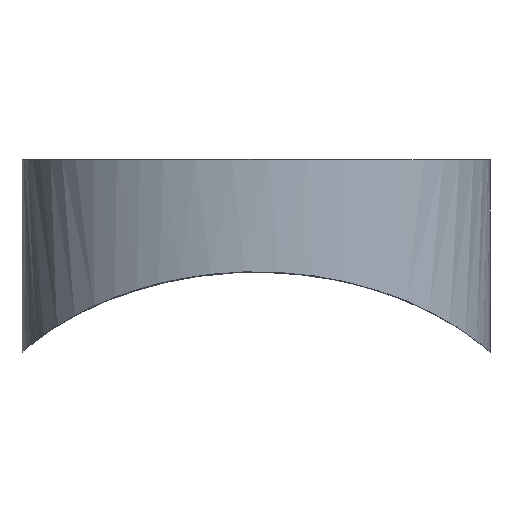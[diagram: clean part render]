
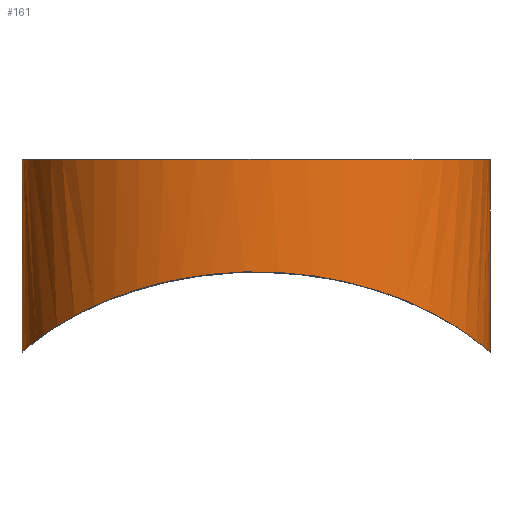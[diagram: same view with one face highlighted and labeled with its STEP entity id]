
A CAD part, top view. The second image highlights one B-rep face of the part: STEP entity #161.
In plain terms, the highlighted free-form (B-spline) face has degree [3, 1] with [13, 2] control points.
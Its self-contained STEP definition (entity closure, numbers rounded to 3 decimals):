
#16=B_SPLINE_SURFACE_WITH_KNOTS('',3,1,((#511,#512),(#513,#514),(#515,#516),
(#517,#518),(#519,#520),(#521,#522),(#523,#524),(#525,#526),(#527,#528),
(#529,#530),(#531,#532),(#533,#534),(#535,#536)),.UNSPECIFIED.,.F.,.F.,
 .F.,(4,1,1,1,1,1,1,1,1,1,4),(2,2),(3.142,3.338,3.534,
3.927,4.32,4.712,5.105,5.498,
5.89,6.087,6.283),(-0.191,0.604),
 .UNSPECIFIED.);
#28=LINE('',#570,#36);
#29=LINE('',#571,#37);
#36=VECTOR('',#215,1000.);
#37=VECTOR('',#216,1000.);
#54=FACE_OUTER_BOUND('',#65,.T.);
#65=EDGE_LOOP('',(#136,#137,#138,#139));
#72=B_SPLINE_CURVE_WITH_KNOTS('',3,(#223,#224,#225,#226,#227,#228,#229,
#230,#231,#232,#233,#234,#235,#236,#237,#238,#239,#240,#241,#242,#243,#244,
#245,#246,#247,#248,#249,#250,#251,#252),.UNSPECIFIED.,.F.,.F.,(4,2,2,2,
2,2,2,2,2,2,2,2,2,2,4),(0.,0.027,0.057,0.144,
0.313,0.545,0.828,1.018,
1.208,1.493,1.722,1.889,1.973,
2.003,2.029),.UNSPECIFIED.);
#77=B_SPLINE_CURVE_WITH_KNOTS('',3,(#539,#540,#541,#542,#543,#544,#545,
#546,#547,#548,#549,#550,#551,#552,#553,#554,#555,#556,#557,#558,#559,#560,
#561,#562,#563,#564,#565,#566,#567,#568,#569),.UNSPECIFIED.,.F.,.F.,(4,
3,3,3,3,3,3,3,3,3,4),(-1.015,-0.951,-0.888,
-0.761,-0.634,-0.507,-0.38,
-0.254,-0.127,-0.063,0.),
 .UNSPECIFIED.);
#80=VERTEX_POINT('',#221);
#81=VERTEX_POINT('',#222);
#92=VERTEX_POINT('',#537);
#93=VERTEX_POINT('',#538);
#94=EDGE_CURVE('',#80,#81,#72,.T.);
#109=EDGE_CURVE('',#92,#93,#77,.T.);
#110=EDGE_CURVE('',#92,#80,#28,.T.);
#111=EDGE_CURVE('',#93,#81,#29,.T.);
#136=ORIENTED_EDGE('',*,*,#109,.F.);
#137=ORIENTED_EDGE('',*,*,#110,.T.);
#138=ORIENTED_EDGE('',*,*,#94,.T.);
#139=ORIENTED_EDGE('',*,*,#111,.F.);
#161=ADVANCED_FACE('',(#54),#16,.F.);
#215=DIRECTION('',(0.,-1.,0.));
#216=DIRECTION('',(0.,-1.,0.));
#221=CARTESIAN_POINT('',(-7.,0.,0.));
#222=CARTESIAN_POINT('',(7.,0.,0.));
#223=CARTESIAN_POINT('Ctrl Pts',(-7.,0.,
0.));
#224=CARTESIAN_POINT('Ctrl Pts',(-7.,0.,0.089));
#225=CARTESIAN_POINT('Ctrl Pts',(-6.997,0.003,
0.177));
#226=CARTESIAN_POINT('Ctrl Pts',(-6.986,0.013,0.367));
#227=CARTESIAN_POINT('Ctrl Pts',(-6.977,0.022,0.468));
#228=CARTESIAN_POINT('Ctrl Pts',(-6.928,0.065,0.854));
#229=CARTESIAN_POINT('Ctrl Pts',(-6.866,0.12,1.135));
#230=CARTESIAN_POINT('Ctrl Pts',(-6.614,0.328,1.925));
#231=CARTESIAN_POINT('Ctrl Pts',(-6.343,0.54,2.446));
#232=CARTESIAN_POINT('Ctrl Pts',(-5.481,1.082,3.567));
#233=CARTESIAN_POINT('Ctrl Pts',(-4.863,1.401,4.061));
#234=CARTESIAN_POINT('Ctrl Pts',(-3.392,1.958,4.908));
#235=CARTESIAN_POINT('Ctrl Pts',(-2.533,2.171,5.187));
#236=CARTESIAN_POINT('Ctrl Pts',(-1.141,2.367,5.448));
#237=CARTESIAN_POINT('Ctrl Pts',(-0.569,2.407,5.5));
#238=CARTESIAN_POINT('Ctrl Pts',(0.58,2.406,5.5));
#239=CARTESIAN_POINT('Ctrl Pts',(1.152,2.365,5.447));
#240=CARTESIAN_POINT('Ctrl Pts',(2.547,2.168,5.184));
#241=CARTESIAN_POINT('Ctrl Pts',(3.41,1.953,4.901));
#242=CARTESIAN_POINT('Ctrl Pts',(4.879,1.393,4.049));
#243=CARTESIAN_POINT('Ctrl Pts',(5.492,1.076,3.555));
#244=CARTESIAN_POINT('Ctrl Pts',(6.345,0.538,2.44));
#245=CARTESIAN_POINT('Ctrl Pts',(6.617,0.326,1.92));
#246=CARTESIAN_POINT('Ctrl Pts',(6.868,0.118,1.126));
#247=CARTESIAN_POINT('Ctrl Pts',(6.929,0.065,0.848));
#248=CARTESIAN_POINT('Ctrl Pts',(6.977,0.021,0.465));
#249=CARTESIAN_POINT('Ctrl Pts',(6.986,0.013,0.365));
#250=CARTESIAN_POINT('Ctrl Pts',(6.997,0.003,0.176));
#251=CARTESIAN_POINT('Ctrl Pts',(7.,0.,0.088));
#252=CARTESIAN_POINT('Ctrl Pts',(7.,0.,0.));
#511=CARTESIAN_POINT('Ctrl Pts',(-7.,6.91,0.));
#512=CARTESIAN_POINT('Ctrl Pts',(-7.,-1.036,0.));
#513=CARTESIAN_POINT('Ctrl Pts',(-7.,6.91,0.477));
#514=CARTESIAN_POINT('Ctrl Pts',(-7.,-1.036,0.477));
#515=CARTESIAN_POINT('Ctrl Pts',(-6.845,6.91,1.432));
#516=CARTESIAN_POINT('Ctrl Pts',(-6.845,-1.036,1.432));
#517=CARTESIAN_POINT('Ctrl Pts',(-6.028,6.91,3.068));
#518=CARTESIAN_POINT('Ctrl Pts',(-6.028,-1.036,3.068));
#519=CARTESIAN_POINT('Ctrl Pts',(-4.466,6.91,4.441));
#520=CARTESIAN_POINT('Ctrl Pts',(-4.466,-1.036,4.441));
#521=CARTESIAN_POINT('Ctrl Pts',(-2.307,6.91,5.312));
#522=CARTESIAN_POINT('Ctrl Pts',(-2.307,-1.036,5.312));
#523=CARTESIAN_POINT('Ctrl Pts',(0.,6.91,5.594));
#524=CARTESIAN_POINT('Ctrl Pts',(0.,-1.036,5.594));
#525=CARTESIAN_POINT('Ctrl Pts',(2.307,6.91,5.312));
#526=CARTESIAN_POINT('Ctrl Pts',(2.307,-1.036,5.312));
#527=CARTESIAN_POINT('Ctrl Pts',(4.466,6.91,4.441));
#528=CARTESIAN_POINT('Ctrl Pts',(4.466,-1.036,4.441));
#529=CARTESIAN_POINT('Ctrl Pts',(6.028,6.91,3.068));
#530=CARTESIAN_POINT('Ctrl Pts',(6.028,-1.036,3.068));
#531=CARTESIAN_POINT('Ctrl Pts',(6.845,6.91,1.432));
#532=CARTESIAN_POINT('Ctrl Pts',(6.845,-1.036,1.432));
#533=CARTESIAN_POINT('Ctrl Pts',(7.,6.91,0.477));
#534=CARTESIAN_POINT('Ctrl Pts',(7.,-1.036,0.477));
#535=CARTESIAN_POINT('Ctrl Pts',(7.,6.91,0.));
#536=CARTESIAN_POINT('Ctrl Pts',(7.,-1.036,0.));
#537=CARTESIAN_POINT('',(-7.,5.764,0.));
#538=CARTESIAN_POINT('',(7.,5.764,0.));
#539=CARTESIAN_POINT('Ctrl Pts',(-7.,5.764,0.));
#540=CARTESIAN_POINT('Ctrl Pts',(-7.,5.764,0.477));
#541=CARTESIAN_POINT('Ctrl Pts',(-6.923,5.764,0.954));
#542=CARTESIAN_POINT('Ctrl Pts',(-6.782,5.764,1.398));
#543=CARTESIAN_POINT('Ctrl Pts',(-6.641,5.764,1.841));
#544=CARTESIAN_POINT('Ctrl Pts',(-6.437,5.764,2.25));
#545=CARTESIAN_POINT('Ctrl Pts',(-6.196,5.764,2.614));
#546=CARTESIAN_POINT('Ctrl Pts',(-5.715,5.764,3.343));
#547=CARTESIAN_POINT('Ctrl Pts',(-5.091,5.764,3.892));
#548=CARTESIAN_POINT('Ctrl Pts',(-4.418,5.764,4.312));
#549=CARTESIAN_POINT('Ctrl Pts',(-3.746,5.764,4.732));
#550=CARTESIAN_POINT('Ctrl Pts',(-3.027,5.764,5.022));
#551=CARTESIAN_POINT('Ctrl Pts',(-2.283,5.764,5.214));
#552=CARTESIAN_POINT('Ctrl Pts',(-1.538,5.764,5.406));
#553=CARTESIAN_POINT('Ctrl Pts',(-0.769,5.764,5.5));
#554=CARTESIAN_POINT('Ctrl Pts',(0.,5.764,5.5));
#555=CARTESIAN_POINT('Ctrl Pts',(0.769,5.764,5.5));
#556=CARTESIAN_POINT('Ctrl Pts',(1.538,5.764,5.406));
#557=CARTESIAN_POINT('Ctrl Pts',(2.283,5.764,5.214));
#558=CARTESIAN_POINT('Ctrl Pts',(3.027,5.764,5.022));
#559=CARTESIAN_POINT('Ctrl Pts',(3.746,5.764,4.732));
#560=CARTESIAN_POINT('Ctrl Pts',(4.418,5.764,4.312));
#561=CARTESIAN_POINT('Ctrl Pts',(5.091,5.764,3.892));
#562=CARTESIAN_POINT('Ctrl Pts',(5.715,5.764,3.343));
#563=CARTESIAN_POINT('Ctrl Pts',(6.196,5.764,2.614));
#564=CARTESIAN_POINT('Ctrl Pts',(6.437,5.764,2.25));
#565=CARTESIAN_POINT('Ctrl Pts',(6.641,5.764,1.841));
#566=CARTESIAN_POINT('Ctrl Pts',(6.782,5.764,1.398));
#567=CARTESIAN_POINT('Ctrl Pts',(6.923,5.764,0.954));
#568=CARTESIAN_POINT('Ctrl Pts',(7.,5.764,0.477));
#569=CARTESIAN_POINT('Ctrl Pts',(7.,5.764,0.));
#570=CARTESIAN_POINT('',(-7.,5.,0.));
#571=CARTESIAN_POINT('',(7.,5.,0.));
